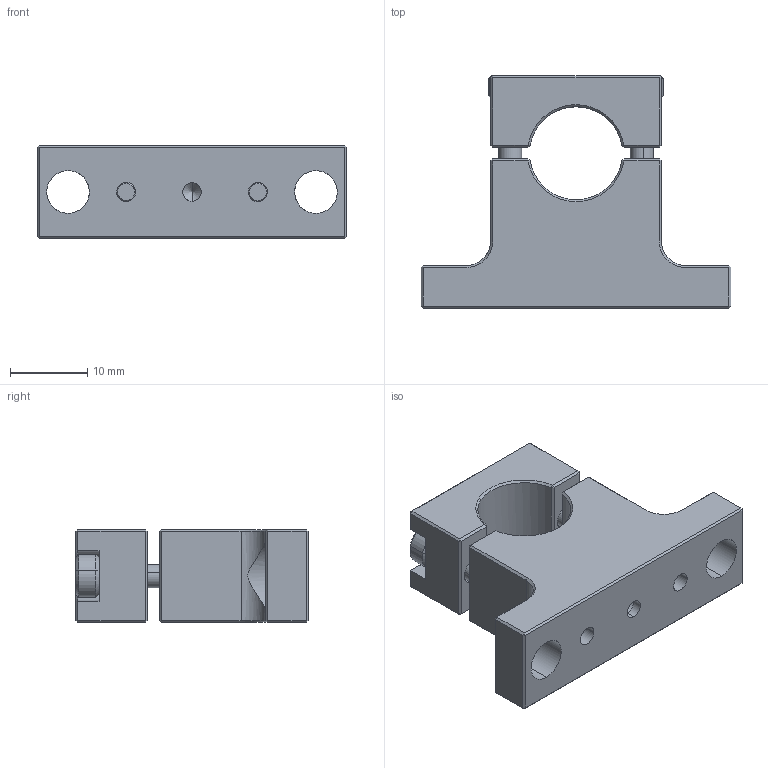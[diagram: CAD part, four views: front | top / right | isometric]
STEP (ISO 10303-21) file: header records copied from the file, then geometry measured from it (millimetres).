
FILE_DESCRIPTION (( 'STEP AP214' ), '1' );
FILE_NAME ('TMSS-12M.step', '2017-08-09T17:52:40', ( '' ), ( '' ), 'SwSTEP 2.0', 'SolidWorks 2017', '' );
FILE_SCHEMA (( 'AUTOMOTIVE_DESIGN' ));
Length unit declared in the file: inch
Products named in the file (1): TMSS-12M
Bounding box: 40 x 30 x 12 mm (x, y, z)
Volume: 7114 mm3; surface area: 4435.8 mm2
Topology: 4 solids, 4 shells, 177 faces, 381 edges, 215 vertices
Faces by surface type: plane 120, cylinder 31, cone 26
Entity records: 8556 total; most frequent: CARTESIAN_POINT 2487, ORIENTED_EDGE 758, DIRECTION 715, EDGE_CURVE 379, LINE 267, VECTOR 267, AXIS2_PLACEMENT_3D 224, VERTEX_POINT 215
